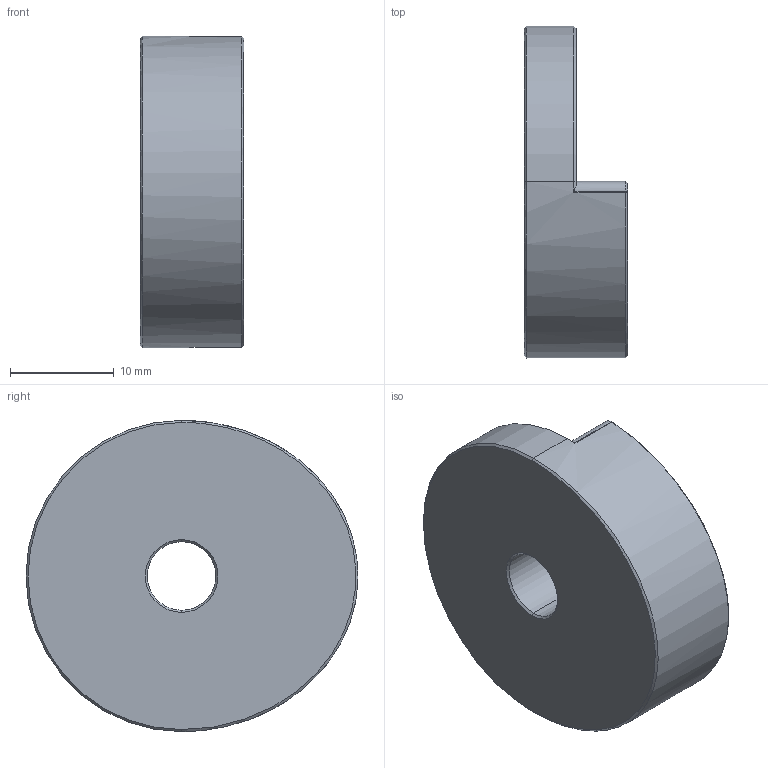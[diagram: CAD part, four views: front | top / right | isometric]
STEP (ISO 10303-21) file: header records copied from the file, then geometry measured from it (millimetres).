
FILE_DESCRIPTION (( 'STEP AP203' ), '1' );
FILE_NAME ('萇埭坶踡縐諶.STEP', '2025-01-10T08:49:31', ( 'Leo' ), ( '' ), 'SwSTEP 2.0', 'SolidWorks 2022', '' );
FILE_SCHEMA (( 'CONFIG_CONTROL_DESIGN' ));
Length unit declared in the file: millimetre
Products named in the file (1): 电源锁紧卡扣
Bounding box: 10 x 32 x 30 mm (x, y, z)
Volume: 5149.9 mm3; surface area: 2434.2 mm2
Topology: 1 solids, 1 shells, 33 faces, 76 edges, 45 vertices
Faces by surface type: cone 12, cylinder 9, plane 7, bspline 5
Entity records: 2032 total; most frequent: CARTESIAN_POINT 1237, ORIENTED_EDGE 152, DIRECTION 146, EDGE_CURVE 76, AXIS2_PLACEMENT_3D 58, VERTEX_POINT 45, EDGE_LOOP 35, ADVANCED_FACE 33
